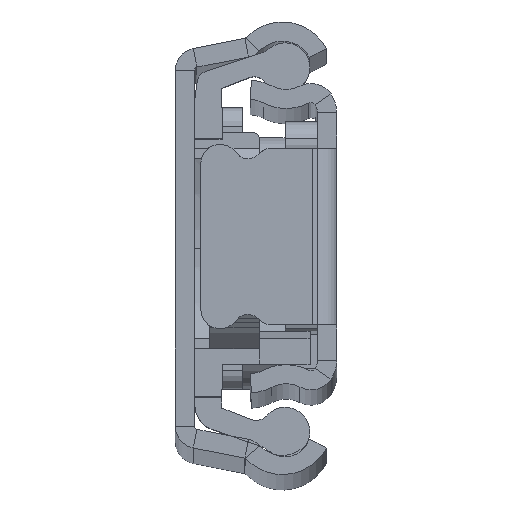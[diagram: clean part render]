
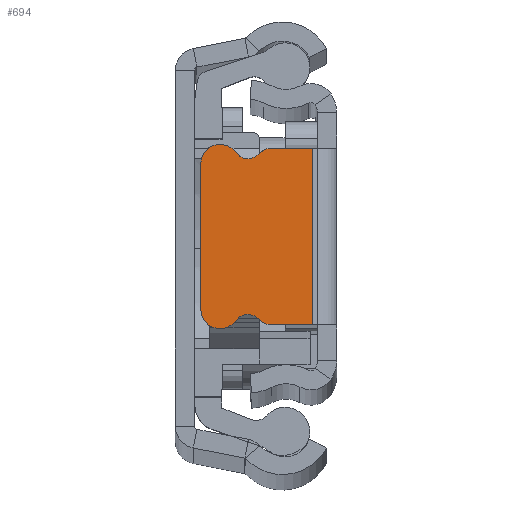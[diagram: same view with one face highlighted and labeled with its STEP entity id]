
A CAD part, top view. The second image highlights one B-rep face of the part: STEP entity #694.
In plain terms, the highlighted planar face has unit normal (0, 0, 1).
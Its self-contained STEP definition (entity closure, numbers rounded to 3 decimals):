
#28 = EDGE_CURVE ( 'NONE', #6891, #14572, #2279, .T. ) ;
#384 = CARTESIAN_POINT ( 'NONE',  ( -9.2, 7.25, 0. ) ) ;
#694 = ADVANCED_FACE ( 'NONE', ( #15853 ), #7029, .F. ) ;
#804 = CARTESIAN_POINT ( 'NONE',  ( 0., -7.25, 0. ) ) ;
#969 = CARTESIAN_POINT ( 'NONE',  ( 0., 7.25, 0. ) ) ;
#987 = CARTESIAN_POINT ( 'NONE',  ( -5.078, -5.45, 0. ) ) ;
#1075 = CIRCLE ( 'NONE', #7564, 1.5 ) ;
#1131 = CIRCLE ( 'NONE', #5543, 1.1 ) ;
#1194 = ORIENTED_EDGE ( 'NONE', *, *, #14773, .T. ) ;
#1337 = EDGE_CURVE ( 'NONE', #15540, #7316, #12656, .T. ) ;
#1452 = VERTEX_POINT ( 'NONE', #13066 ) ;
#1513 = DIRECTION ( 'NONE',  ( 0., -1., 0. ) ) ;
#1676 = VECTOR ( 'NONE', #9549, 1000. ) ;
#1815 = ORIENTED_EDGE ( 'NONE', *, *, #11538, .T. ) ;
#1818 = VERTEX_POINT ( 'NONE', #5185 ) ;
#2247 = EDGE_CURVE ( 'NONE', #1452, #3773, #5563, .T. ) ;
#2279 = CIRCLE ( 'NONE', #13487, 1.1 ) ;
#2401 = VECTOR ( 'NONE', #8166, 1000. ) ;
#2619 = EDGE_CURVE ( 'NONE', #14031, #3773, #14298, .T. ) ;
#2649 = ORIENTED_EDGE ( 'NONE', *, *, #15135, .T. ) ;
#2678 = AXIS2_PLACEMENT_3D ( 'NONE', #6033, #12343, #9886 ) ;
#2792 = DIRECTION ( 'NONE',  ( 0., 0., 1. ) ) ;
#3030 = VECTOR ( 'NONE', #15608, 1000. ) ;
#3260 = CARTESIAN_POINT ( 'NONE',  ( 0., -6.95, 0. ) ) ;
#3293 = CARTESIAN_POINT ( 'NONE',  ( -9.2, -7.25, 0. ) ) ;
#3496 = ORIENTED_EDGE ( 'NONE', *, *, #2619, .T. ) ;
#3665 = VERTEX_POINT ( 'NONE', #5151 ) ;
#3773 = VERTEX_POINT ( 'NONE', #13014 ) ;
#3916 = CARTESIAN_POINT ( 'NONE',  ( -6.99, 7.212, 0. ) ) ;
#3978 = AXIS2_PLACEMENT_3D ( 'NONE', #3916, #11634, #8908 ) ;
#4473 = AXIS2_PLACEMENT_3D ( 'NONE', #12605, #2792, #5069 ) ;
#4539 = AXIS2_PLACEMENT_3D ( 'NONE', #15352, #6600, #11623 ) ;
#4672 = DIRECTION ( 'NONE',  ( -1., 0., 0. ) ) ;
#4698 = DIRECTION ( 'NONE',  ( -1., 0., 0. ) ) ;
#4753 = ORIENTED_EDGE ( 'NONE', *, *, #15021, .T. ) ;
#5068 = DIRECTION ( 'NONE',  ( 0., 0., 1. ) ) ;
#5069 = DIRECTION ( 'NONE',  ( -1., 0., 0. ) ) ;
#5151 = CARTESIAN_POINT ( 'NONE',  ( -6.181, -6.467, 0. ) ) ;
#5185 = CARTESIAN_POINT ( 'NONE',  ( -9.14, 7.25, 0. ) ) ;
#5543 = AXIS2_PLACEMENT_3D ( 'NONE', #7706, #12713, #1513 ) ;
#5563 = LINE ( 'NONE', #15535, #3030 ) ;
#5793 = CIRCLE ( 'NONE', #9195, 1.5 ) ;
#5814 = EDGE_CURVE ( 'NONE', #12703, #12965, #6038, .T. ) ;
#5867 = DIRECTION ( 'NONE',  ( -1., 0., 0. ) ) ;
#6013 = CARTESIAN_POINT ( 'NONE',  ( -9.2, -5.75, 0. ) ) ;
#6031 = EDGE_CURVE ( 'NONE', #14572, #1818, #6835, .T. ) ;
#6033 = CARTESIAN_POINT ( 'NONE',  ( -9.14, 5.75, 0. ) ) ;
#6038 = CIRCLE ( 'NONE', #4473, 1.5 ) ;
#6207 = CARTESIAN_POINT ( 'NONE',  ( -9.14, -5.75, 0. ) ) ;
#6600 = DIRECTION ( 'NONE',  ( 0., 0., 1. ) ) ;
#6814 = CARTESIAN_POINT ( 'NONE',  ( -10.7, 5.75, 0. ) ) ;
#6835 = CIRCLE ( 'NONE', #2678, 1.5 ) ;
#6840 = CIRCLE ( 'NONE', #3978, 1.1 ) ;
#6883 = DIRECTION ( 'NONE',  ( 0., 0., -1. ) ) ;
#6891 = VERTEX_POINT ( 'NONE', #11810 ) ;
#6904 = VERTEX_POINT ( 'NONE', #3293 ) ;
#6992 = LINE ( 'NONE', #804, #1676 ) ;
#7029 = PLANE ( 'NONE',  #16099 ) ;
#7074 = CARTESIAN_POINT ( 'NONE',  ( -5.078, 6.95, 0. ) ) ;
#7147 = DIRECTION ( 'NONE',  ( 0., 0., -1. ) ) ;
#7316 = VERTEX_POINT ( 'NONE', #11285 ) ;
#7563 = CARTESIAN_POINT ( 'NONE',  ( -5.078, -6.95, 0. ) ) ;
#7564 = AXIS2_PLACEMENT_3D ( 'NONE', #6013, #9796, #4698 ) ;
#7706 = CARTESIAN_POINT ( 'NONE',  ( -6.99, -7.212, 0. ) ) ;
#8166 = DIRECTION ( 'NONE',  ( 0., -1., 0. ) ) ;
#8258 = CARTESIAN_POINT ( 'NONE',  ( 0., 0., 0. ) ) ;
#8451 = LINE ( 'NONE', #14512, #13665 ) ;
#8591 = EDGE_LOOP ( 'NONE', ( #3496, #15615, #10504, #14905, #10475, #13603, #11096, #11649, #12109, #4753, #1815, #15687, #1194, #12766, #2649 ) ) ;
#8741 = DIRECTION ( 'NONE',  ( 0., 1., 0. ) ) ;
#8908 = DIRECTION ( 'NONE',  ( 0., -1., 0. ) ) ;
#9195 = AXIS2_PLACEMENT_3D ( 'NONE', #987, #15653, #8741 ) ;
#9317 = DIRECTION ( 'NONE',  ( 1., 0., 0. ) ) ;
#9328 = VERTEX_POINT ( 'NONE', #14106 ) ;
#9549 = DIRECTION ( 'NONE',  ( 1., 0., 0. ) ) ;
#9657 = EDGE_CURVE ( 'NONE', #7316, #6891, #6840, .T. ) ;
#9793 = LINE ( 'NONE', #969, #12878 ) ;
#9796 = DIRECTION ( 'NONE',  ( 0., 0., 1. ) ) ;
#9886 = DIRECTION ( 'NONE',  ( 0., 1., 0. ) ) ;
#10316 = EDGE_CURVE ( 'NONE', #1818, #12703, #9793, .T. ) ;
#10402 = EDGE_CURVE ( 'NONE', #6904, #14224, #6992, .T. ) ;
#10475 = ORIENTED_EDGE ( 'NONE', *, *, #9657, .T. ) ;
#10504 = ORIENTED_EDGE ( 'NONE', *, *, #10745, .T. ) ;
#10651 = CARTESIAN_POINT ( 'NONE',  ( -7.9, 6.593, 0. ) ) ;
#10737 = VERTEX_POINT ( 'NONE', #10835 ) ;
#10745 = EDGE_CURVE ( 'NONE', #1452, #15540, #8451, .T. ) ;
#10835 = CARTESIAN_POINT ( 'NONE',  ( -7.9, -6.593, 0. ) ) ;
#11096 = ORIENTED_EDGE ( 'NONE', *, *, #6031, .T. ) ;
#11285 = CARTESIAN_POINT ( 'NONE',  ( -6.181, 6.467, 0. ) ) ;
#11538 = EDGE_CURVE ( 'NONE', #9328, #6904, #1075, .T. ) ;
#11623 = DIRECTION ( 'NONE',  ( 0., 1., 0. ) ) ;
#11634 = DIRECTION ( 'NONE',  ( 0., 0., -1. ) ) ;
#11649 = ORIENTED_EDGE ( 'NONE', *, *, #10316, .T. ) ;
#11802 = DIRECTION ( 'NONE',  ( -1., 0., 0. ) ) ;
#11810 = CARTESIAN_POINT ( 'NONE',  ( -6.99, 6.112, 0. ) ) ;
#12109 = ORIENTED_EDGE ( 'NONE', *, *, #5814, .T. ) ;
#12343 = DIRECTION ( 'NONE',  ( 0., 0., 1. ) ) ;
#12605 = CARTESIAN_POINT ( 'NONE',  ( -9.2, 5.75, 0. ) ) ;
#12656 = CIRCLE ( 'NONE', #4539, 1.5 ) ;
#12703 = VERTEX_POINT ( 'NONE', #384 ) ;
#12713 = DIRECTION ( 'NONE',  ( 0., 0., -1. ) ) ;
#12766 = ORIENTED_EDGE ( 'NONE', *, *, #14517, .T. ) ;
#12878 = VECTOR ( 'NONE', #5867, 1000. ) ;
#12965 = VERTEX_POINT ( 'NONE', #6814 ) ;
#13014 = CARTESIAN_POINT ( 'NONE',  ( -1.9, -6.95, 0. ) ) ;
#13066 = CARTESIAN_POINT ( 'NONE',  ( -1.9, 6.95, 0. ) ) ;
#13217 = DIRECTION ( 'NONE',  ( 0., -1., 0. ) ) ;
#13317 = CARTESIAN_POINT ( 'NONE',  ( -10.7, 0., 0. ) ) ;
#13487 = AXIS2_PLACEMENT_3D ( 'NONE', #15574, #7147, #13217 ) ;
#13603 = ORIENTED_EDGE ( 'NONE', *, *, #28, .T. ) ;
#13665 = VECTOR ( 'NONE', #4672, 1000. ) ;
#14031 = VERTEX_POINT ( 'NONE', #7563 ) ;
#14106 = CARTESIAN_POINT ( 'NONE',  ( -10.7, -5.75, 0. ) ) ;
#14224 = VERTEX_POINT ( 'NONE', #14438 ) ;
#14298 = LINE ( 'NONE', #3260, #15900 ) ;
#14438 = CARTESIAN_POINT ( 'NONE',  ( -9.14, -7.25, 0. ) ) ;
#14457 = AXIS2_PLACEMENT_3D ( 'NONE', #6207, #5068, #15045 ) ;
#14512 = CARTESIAN_POINT ( 'NONE',  ( 1.206, 6.95, 0. ) ) ;
#14517 = EDGE_CURVE ( 'NONE', #10737, #3665, #1131, .T. ) ;
#14572 = VERTEX_POINT ( 'NONE', #10651 ) ;
#14773 = EDGE_CURVE ( 'NONE', #14224, #10737, #15990, .T. ) ;
#14905 = ORIENTED_EDGE ( 'NONE', *, *, #1337, .T. ) ;
#15021 = EDGE_CURVE ( 'NONE', #12965, #9328, #15686, .T. ) ;
#15045 = DIRECTION ( 'NONE',  ( 0., 1., 0. ) ) ;
#15135 = EDGE_CURVE ( 'NONE', #3665, #14031, #5793, .T. ) ;
#15352 = CARTESIAN_POINT ( 'NONE',  ( -5.078, 5.45, 0. ) ) ;
#15535 = CARTESIAN_POINT ( 'NONE',  ( -1.9, -7.25, 0. ) ) ;
#15540 = VERTEX_POINT ( 'NONE', #7074 ) ;
#15574 = CARTESIAN_POINT ( 'NONE',  ( -6.99, 7.212, 0. ) ) ;
#15608 = DIRECTION ( 'NONE',  ( 0., -1., 0. ) ) ;
#15615 = ORIENTED_EDGE ( 'NONE', *, *, #2247, .F. ) ;
#15653 = DIRECTION ( 'NONE',  ( 0., 0., 1. ) ) ;
#15686 = LINE ( 'NONE', #13317, #2401 ) ;
#15687 = ORIENTED_EDGE ( 'NONE', *, *, #10402, .T. ) ;
#15853 = FACE_OUTER_BOUND ( 'NONE', #8591, .T. ) ;
#15900 = VECTOR ( 'NONE', #9317, 1000. ) ;
#15990 = CIRCLE ( 'NONE', #14457, 1.5 ) ;
#16099 = AXIS2_PLACEMENT_3D ( 'NONE', #8258, #6883, #11802 ) ;
